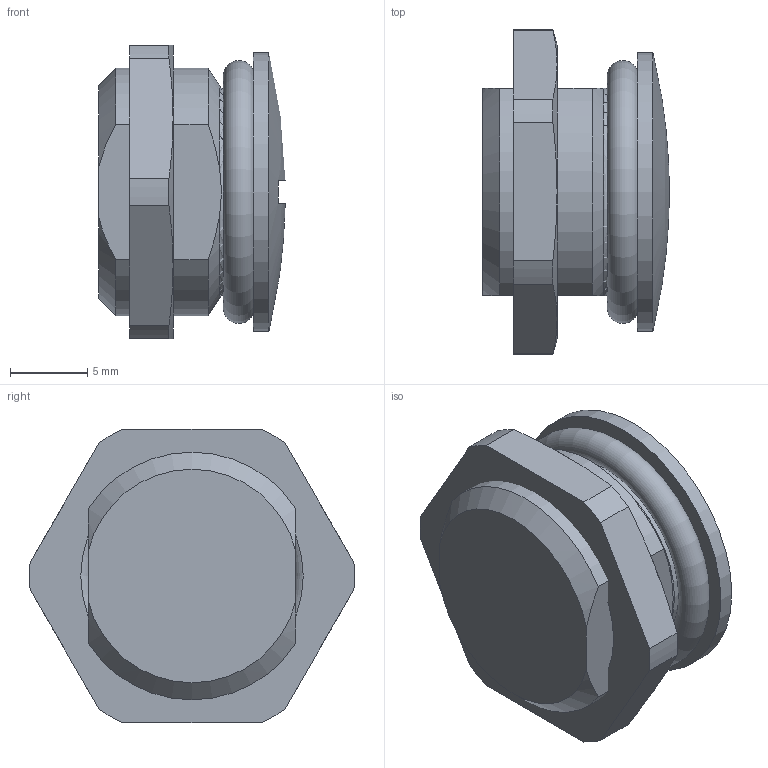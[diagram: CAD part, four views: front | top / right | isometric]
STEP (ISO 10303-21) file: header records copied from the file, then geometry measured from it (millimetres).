
FILE_DESCRIPTION(/* description */ (''),/* implementation_level */ '2;1');
FILE_NAME(/* name */ '08_3129_000_000_001_02.stp',/* time_stamp */ '2016-05-20T11:01:53+02:00',/* author */ (''),/* organization */ (''),/* preprocessor_version */ 'ST-DEVELOPER v14',/* originating_system */ 'SIEMENS PLM Software NX 8.0',/* authorisation */ '');
FILE_SCHEMA (('AUTOMOTIVE_DESIGN { 1 0 10303 214 3 1 1 1 }'));
Length unit declared in the file: millimetre
Products named in the file (1): cerl0D581411gtkq
Bounding box: 12.05 x 20.99 x 19 mm (x, y, z)
Volume: 2649.3 mm3; surface area: 1849.3 mm2
Topology: 2 solids, 3 shells, 45 faces, 107 edges, 68 vertices
Faces by surface type: plane 18, cylinder 12, cone 10, torus 4, sphere 1
Full cylindrical faces by diameter (mm): 13.3 x2, 14.376 x1, 18 x1
Entity records: 1308 total; most frequent: CARTESIAN_POINT 284, DIRECTION 206, ORIENTED_EDGE 190, EDGE_CURVE 95, AXIS2_PLACEMENT_3D 87, VERTEX_POINT 65, EDGE_LOOP 58, ADVANCED_FACE 45
